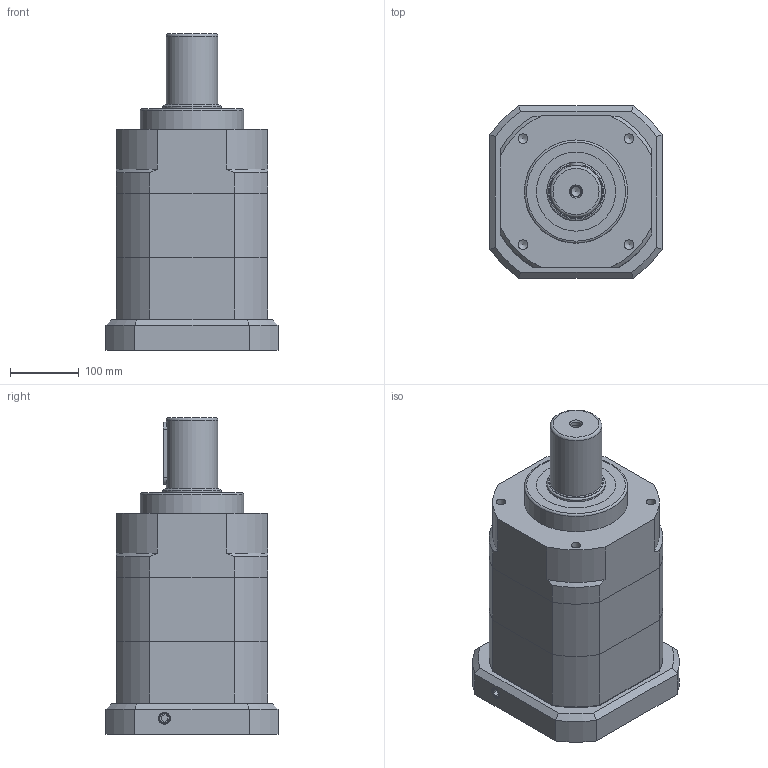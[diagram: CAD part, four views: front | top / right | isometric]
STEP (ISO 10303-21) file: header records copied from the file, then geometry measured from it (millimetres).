
FILE_DESCRIPTION((''),'2;1');
FILE_NAME('KSE-220A.stp','2012-02-15T11:05:22',('young'),(''),'Autodesk Inventor 2012','Autodesk Inventor 2012','');
FILE_SCHEMA(('AUTOMOTIVE_DESIGN { 1 0 10303 214 1 1 1 1 }'));
Length unit declared in the file: millimetre
Products named in the file (1): KSE-220A
Bounding box: 250 x 250 x 460.5 mm (x, y, z)
Volume: 12032852 mm3; surface area: 949572.8 mm2
Topology: 17 solids, 17 shells, 574 faces, 1420 edges, 910 vertices
Faces by surface type: plane 255, cylinder 201, cone 69, bspline 33, torus 16
Full cylindrical faces by diameter (mm): 8.6 x1, 10 x1, 10.2 x12, 11 x1, 12 x4, 13 x16, 14 x5, 14.275 x2, 14.5 x2, 16 x2, 18 x4, 19 x4, 48 x1, 60 x1, 66 x1, 72.2 x1, 74.8 x1, 75 x2, 84.8 x1, 85 x1, 90 x2, 95 x1, 115 x2, 150 x1, 155 x1, 200 x2
Entity records: 18256 total; most frequent: CARTESIAN_POINT 5156, DIRECTION 2738, ORIENTED_EDGE 2504, EDGE_CURVE 1252, AXIS2_PLACEMENT_3D 1063, VERTEX_POINT 876, EDGE_LOOP 788, VECTOR 612
